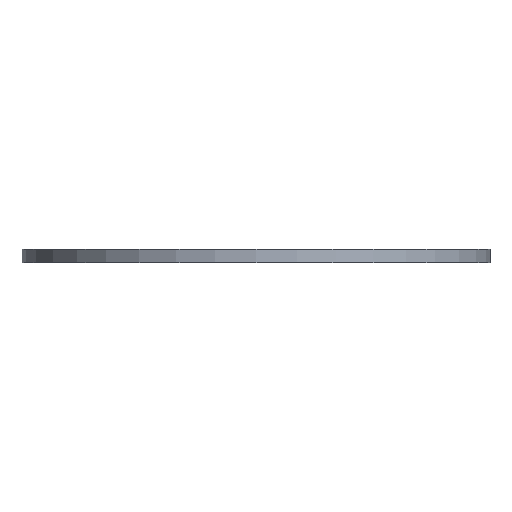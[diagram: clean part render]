
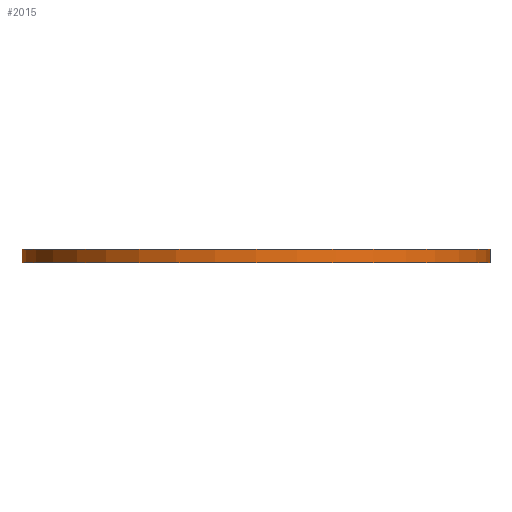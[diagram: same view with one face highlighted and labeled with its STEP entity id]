
A CAD part, front view. The second image highlights one B-rep face of the part: STEP entity #2015.
In plain terms, the highlighted cylindrical face has radius 38.77 mm (diameter 77.539 mm), a partial arc.
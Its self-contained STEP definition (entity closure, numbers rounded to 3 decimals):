
#24 = DIRECTION ( 'NONE',  ( 0., 0., -1. ) ) ;
#173 = DIRECTION ( 'NONE',  ( 0., 0., 1. ) ) ;
#252 = VERTEX_POINT ( 'NONE', #1187 ) ;
#272 = ORIENTED_EDGE ( 'NONE', *, *, #2845, .F. ) ;
#293 = CARTESIAN_POINT ( 'NONE',  ( -38.77, 0., 0. ) ) ;
#446 = VECTOR ( 'NONE', #24, 1000. ) ;
#480 = CARTESIAN_POINT ( 'NONE',  ( -38.77, 0., 2.286 ) ) ;
#508 = CARTESIAN_POINT ( 'NONE',  ( 38.77, 0., 2.286 ) ) ;
#597 = DIRECTION ( 'NONE',  ( -1., 0., 0. ) ) ;
#868 = DIRECTION ( 'NONE',  ( 0., 0., 1. ) ) ;
#1060 = CARTESIAN_POINT ( 'NONE',  ( 38.77, 0., 0. ) ) ;
#1145 = CIRCLE ( 'NONE', #2766, 38.77 ) ;
#1187 = CARTESIAN_POINT ( 'NONE',  ( -38.77, 0., 2.286 ) ) ;
#1212 = DIRECTION ( 'NONE',  ( 0., 0., -1. ) ) ;
#1297 = CARTESIAN_POINT ( 'NONE',  ( 0., 0., 2.286 ) ) ;
#1562 = FACE_OUTER_BOUND ( 'NONE', #2750, .T. ) ;
#1643 = VERTEX_POINT ( 'NONE', #293 ) ;
#1751 = LINE ( 'NONE', #508, #2969 ) ;
#1837 = EDGE_CURVE ( 'NONE', #1643, #2288, #1145, .T. ) ;
#1908 = CARTESIAN_POINT ( 'NONE',  ( 38.77, 0., 2.286 ) ) ;
#2015 = ADVANCED_FACE ( 'NONE', ( #1562 ), #2704, .T. ) ;
#2091 = ORIENTED_EDGE ( 'NONE', *, *, #2312, .F. ) ;
#2204 = CARTESIAN_POINT ( 'NONE',  ( 0., 0., 0. ) ) ;
#2251 = DIRECTION ( 'NONE',  ( 1., 0., 0. ) ) ;
#2265 = CIRCLE ( 'NONE', #2612, 38.77 ) ;
#2288 = VERTEX_POINT ( 'NONE', #1060 ) ;
#2312 = EDGE_CURVE ( 'NONE', #2405, #2288, #1751, .T. ) ;
#2405 = VERTEX_POINT ( 'NONE', #1908 ) ;
#2465 = CARTESIAN_POINT ( 'NONE',  ( 0., 0., 2.286 ) ) ;
#2480 = DIRECTION ( 'NONE',  ( 0., 0., -1. ) ) ;
#2527 = ORIENTED_EDGE ( 'NONE', *, *, #3020, .T. ) ;
#2573 = AXIS2_PLACEMENT_3D ( 'NONE', #1297, #2480, #597 ) ;
#2612 = AXIS2_PLACEMENT_3D ( 'NONE', #2465, #173, #2251 ) ;
#2704 = CYLINDRICAL_SURFACE ( 'NONE', #2573, 38.77 ) ;
#2741 = DIRECTION ( 'NONE',  ( 1., 0., 0. ) ) ;
#2750 = EDGE_LOOP ( 'NONE', ( #2091, #272, #2527, #3034 ) ) ;
#2766 = AXIS2_PLACEMENT_3D ( 'NONE', #2204, #868, #2741 ) ;
#2822 = LINE ( 'NONE', #480, #446 ) ;
#2845 = EDGE_CURVE ( 'NONE', #252, #2405, #2265, .T. ) ;
#2969 = VECTOR ( 'NONE', #1212, 1000. ) ;
#3020 = EDGE_CURVE ( 'NONE', #252, #1643, #2822, .T. ) ;
#3034 = ORIENTED_EDGE ( 'NONE', *, *, #1837, .T. ) ;
